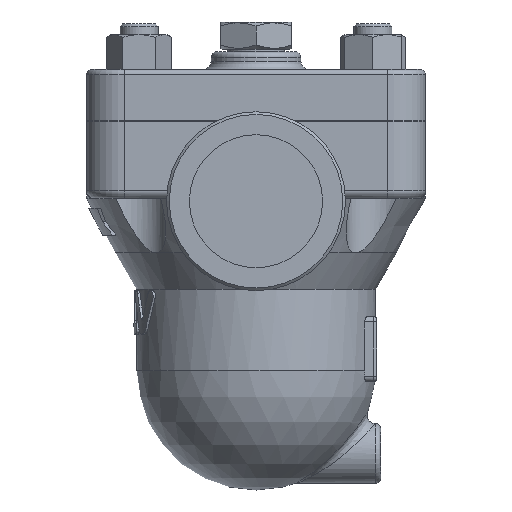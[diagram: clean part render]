
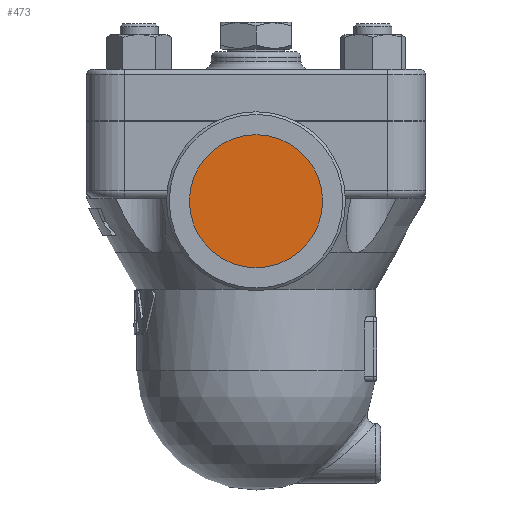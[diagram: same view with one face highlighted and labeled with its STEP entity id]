
A CAD part, left-side view. The second image highlights one B-rep face of the part: STEP entity #473.
In plain terms, the highlighted planar face has unit normal (-1, 0, 0).
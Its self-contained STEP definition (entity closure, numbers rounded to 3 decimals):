
#453=CARTESIAN_POINT('',(-99.,0.0,-25.55));
#454=VERTEX_POINT('',#453);
#455=CARTESIAN_POINT('',(-99.,0.0,-1.));
#456=DIRECTION('',(1.0,0.0,0.0));
#457=DIRECTION('',(0.0,0.0,-1.0));
#458=AXIS2_PLACEMENT_3D('',#455,#456,#457);
#459=CIRCLE('',#458,24.55);
#460=EDGE_CURVE('',#454,#454,#459,.T.);
#465=CARTESIAN_POINT('',(-99.,0.0,-1.));
#466=DIRECTION('',(1.0,0.0,0.0));
#467=DIRECTION('',(0.0,0.0,-1.0));
#468=AXIS2_PLACEMENT_3D('',#465,#466,#467);
#469=PLANE('',#468);
#470=ORIENTED_EDGE('',*,*,#460,.F.);
#471=EDGE_LOOP('',(#470));
#472=FACE_OUTER_BOUND('',#471,.T.);
#473=ADVANCED_FACE('',(#472),#469,.F.);
